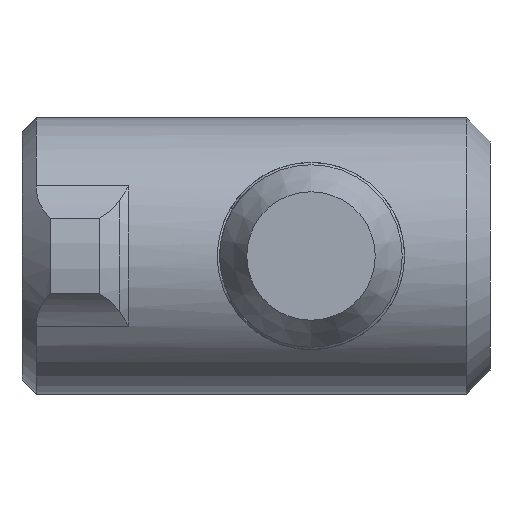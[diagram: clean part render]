
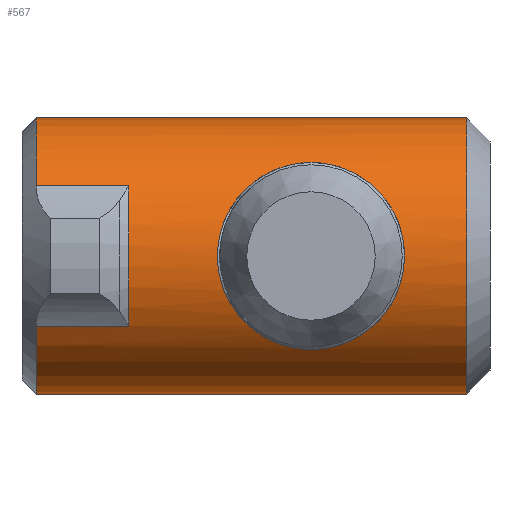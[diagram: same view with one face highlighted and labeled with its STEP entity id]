
A CAD part, front view. The second image highlights one B-rep face of the part: STEP entity #567.
In plain terms, the highlighted cylindrical face has radius 5.9 mm (diameter 11.8 mm), a full revolution.
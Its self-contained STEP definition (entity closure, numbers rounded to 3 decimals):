
#31=LINE('',#979,#51);
#33=LINE('',#996,#53);
#35=LINE('',#1009,#55);
#36=LINE('',#1012,#56);
#51=VECTOR('',#730,3.96);
#53=VECTOR('',#734,3.96);
#55=VECTOR('',#750,3.96);
#56=VECTOR('',#753,3.96);
#95=B_SPLINE_CURVE_WITH_KNOTS('',3,(#1014,#1015,#1016,#1017,#1018,#1019,
#1020,#1021,#1022,#1023,#1024,#1025,#1026,#1027,#1028,#1029,#1030,#1031,
#1032,#1033,#1034,#1035,#1036,#1037,#1038,#1039,#1040,#1041,#1042,#1043,
#1044,#1045,#1046,#1047),.UNSPECIFIED.,.T.,.F.,(4,2,2,2,2,2,2,2,2,2,2,2,
2,2,2,2,4),(0.,0.158,0.316,0.473,0.629,
0.785,0.942,1.1,1.258,1.416,
1.574,1.731,1.887,2.043,2.199,
2.358,2.516),.UNSPECIFIED.);
#96=B_SPLINE_CURVE_WITH_KNOTS('',3,(#1050,#1051,#1052,#1053,#1054,#1055,
#1056,#1057,#1058,#1059,#1060,#1061,#1062,#1063,#1064,#1065,#1066,#1067),
 .UNSPECIFIED.,.F.,.F.,(4,2,2,2,2,2,2,2,4),(0.629,0.785,
0.942,1.1,1.258,1.416,1.574,
1.731,1.887),.UNSPECIFIED.);
#97=B_SPLINE_CURVE_WITH_KNOTS('',3,(#1068,#1069,#1070,#1071,#1072,#1073,
#1074,#1075,#1076,#1077,#1078,#1079,#1080,#1081,#1082,#1083,#1084,#1085,
#1086),.UNSPECIFIED.,.F.,.F.,(4,2,2,2,3,2,2,2,4),(1.887,2.043,
2.199,2.358,2.516,2.674,2.832,
2.988,3.145),.UNSPECIFIED.);
#120=CYLINDRICAL_SURFACE('',#629,5.9);
#135=FACE_BOUND('',#215,.T.);
#136=FACE_BOUND('',#216,.T.);
#137=FACE_BOUND('',#217,.T.);
#166=FACE_OUTER_BOUND('',#214,.T.);
#214=EDGE_LOOP('',(#452,#453,#454,#455,#456,#457,#458,#459));
#215=EDGE_LOOP('',(#460));
#216=EDGE_LOOP('',(#461,#462));
#217=EDGE_LOOP('',(#463));
#255=CIRCLE('',#612,5.9);
#258=CIRCLE('',#617,5.9);
#262=CIRCLE('',#627,5.9);
#264=CIRCLE('',#630,5.9);
#265=CIRCLE('',#631,5.9);
#282=VERTEX_POINT('',#902);
#285=VERTEX_POINT('',#912);
#288=VERTEX_POINT('',#937);
#291=VERTEX_POINT('',#947);
#296=VERTEX_POINT('',#978);
#298=VERTEX_POINT('',#989);
#300=VERTEX_POINT('',#1002);
#302=VERTEX_POINT('',#1008);
#303=VERTEX_POINT('',#1010);
#304=VERTEX_POINT('',#1013);
#305=VERTEX_POINT('',#1048);
#306=VERTEX_POINT('',#1049);
#339=EDGE_CURVE('',#285,#282,#255,.T.);
#346=EDGE_CURVE('',#291,#288,#258,.T.);
#353=EDGE_CURVE('',#296,#288,#31,.T.);
#357=EDGE_CURVE('',#298,#285,#33,.T.);
#360=EDGE_CURVE('',#300,#300,#262,.T.);
#362=EDGE_CURVE('',#298,#296,#264,.T.);
#363=EDGE_CURVE('',#302,#291,#35,.T.);
#364=EDGE_CURVE('',#302,#303,#265,.T.);
#365=EDGE_CURVE('',#303,#282,#36,.T.);
#366=EDGE_CURVE('',#304,#304,#95,.T.);
#367=EDGE_CURVE('',#305,#306,#96,.T.);
#368=EDGE_CURVE('',#306,#305,#97,.T.);
#452=ORIENTED_EDGE('',*,*,#357,.F.);
#453=ORIENTED_EDGE('',*,*,#362,.T.);
#454=ORIENTED_EDGE('',*,*,#353,.T.);
#455=ORIENTED_EDGE('',*,*,#346,.F.);
#456=ORIENTED_EDGE('',*,*,#363,.F.);
#457=ORIENTED_EDGE('',*,*,#364,.T.);
#458=ORIENTED_EDGE('',*,*,#365,.T.);
#459=ORIENTED_EDGE('',*,*,#339,.F.);
#460=ORIENTED_EDGE('',*,*,#366,.T.);
#461=ORIENTED_EDGE('',*,*,#367,.T.);
#462=ORIENTED_EDGE('',*,*,#368,.T.);
#463=ORIENTED_EDGE('',*,*,#360,.F.);
#567=ADVANCED_FACE('',(#166,#135,#136,#137),#120,.T.);
#612=AXIS2_PLACEMENT_3D('',#919,#706,#707);
#617=AXIS2_PLACEMENT_3D('',#954,#716,#717);
#627=AXIS2_PLACEMENT_3D('',#1003,#742,#743);
#629=AXIS2_PLACEMENT_3D('',#1006,#746,#747);
#630=AXIS2_PLACEMENT_3D('',#1007,#748,#749);
#631=AXIS2_PLACEMENT_3D('',#1011,#751,#752);
#706=DIRECTION('center_axis',(0.,0.,1.));
#707=DIRECTION('ref_axis',(0.,1.,0.));
#716=DIRECTION('center_axis',(0.,0.,1.));
#717=DIRECTION('ref_axis',(0.,-1.,0.));
#730=DIRECTION('',(0.,0.,-1.));
#734=DIRECTION('',(0.,0.,-1.));
#742=DIRECTION('center_axis',(0.,0.,-1.));
#743=DIRECTION('ref_axis',(-1.,0.,0.));
#746=DIRECTION('center_axis',(0.,0.,1.));
#747=DIRECTION('ref_axis',(-1.,0.,0.));
#748=DIRECTION('center_axis',(0.,0.,-1.));
#749=DIRECTION('ref_axis',(-1.,0.,0.));
#750=DIRECTION('',(0.,0.,-1.));
#751=DIRECTION('center_axis',(0.,0.,-1.));
#752=DIRECTION('ref_axis',(-1.,0.,0.));
#753=DIRECTION('',(0.,0.,-1.));
#902=CARTESIAN_POINT('',(-3.,5.08,5.44));
#912=CARTESIAN_POINT('',(3.,5.08,5.44));
#919=CARTESIAN_POINT('Origin',(0.,0.,5.44));
#937=CARTESIAN_POINT('',(3.,-5.08,5.44));
#947=CARTESIAN_POINT('',(-3.,-5.08,5.44));
#954=CARTESIAN_POINT('Origin',(0.,0.,5.44));
#978=CARTESIAN_POINT('',(3.,-5.08,9.4));
#979=CARTESIAN_POINT('',(3.,-5.08,10.));
#989=CARTESIAN_POINT('',(3.,5.08,9.4));
#996=CARTESIAN_POINT('',(3.,5.08,10.));
#1002=CARTESIAN_POINT('',(5.9,0.,-9.));
#1003=CARTESIAN_POINT('Origin',(0.,0.,-9.));
#1006=CARTESIAN_POINT('Origin',(0.,0.,-10.));
#1007=CARTESIAN_POINT('Origin',(0.,0.,9.4));
#1008=CARTESIAN_POINT('',(-3.,-5.08,9.4));
#1009=CARTESIAN_POINT('',(-3.,-5.08,10.));
#1010=CARTESIAN_POINT('',(-3.,5.08,9.4));
#1011=CARTESIAN_POINT('Origin',(0.,0.,9.4));
#1012=CARTESIAN_POINT('',(-3.,5.08,10.));
#1013=CARTESIAN_POINT('',(4.,4.337,-2.35));
#1014=CARTESIAN_POINT('Ctrl Pts',(4.,4.337,-2.35));
#1015=CARTESIAN_POINT('Ctrl Pts',(4.,4.337,-1.823));
#1016=CARTESIAN_POINT('Ctrl Pts',(3.891,4.443,-1.282));
#1017=CARTESIAN_POINT('Ctrl Pts',(3.479,4.772,-0.307));
#1018=CARTESIAN_POINT('Ctrl Pts',(3.176,4.988,0.131));
#1019=CARTESIAN_POINT('Ctrl Pts',(2.485,5.366,0.822));
#1020=CARTESIAN_POINT('Ctrl Pts',(2.047,5.557,1.128));
#1021=CARTESIAN_POINT('Ctrl Pts',(1.065,5.825,1.542));
#1022=CARTESIAN_POINT('Ctrl Pts',(0.521,5.9,1.65));
#1023=CARTESIAN_POINT('Ctrl Pts',(-0.521,5.9,1.65));
#1024=CARTESIAN_POINT('Ctrl Pts',(-1.065,5.825,1.542));
#1025=CARTESIAN_POINT('Ctrl Pts',(-2.047,5.557,1.128));
#1026=CARTESIAN_POINT('Ctrl Pts',(-2.485,5.366,0.822));
#1027=CARTESIAN_POINT('Ctrl Pts',(-3.176,4.988,0.131));
#1028=CARTESIAN_POINT('Ctrl Pts',(-3.479,4.772,-0.307));
#1029=CARTESIAN_POINT('Ctrl Pts',(-3.891,4.443,-1.282));
#1030=CARTESIAN_POINT('Ctrl Pts',(-4.,4.337,-1.823));
#1031=CARTESIAN_POINT('Ctrl Pts',(-4.,4.337,-2.877));
#1032=CARTESIAN_POINT('Ctrl Pts',(-3.891,4.443,-3.418));
#1033=CARTESIAN_POINT('Ctrl Pts',(-3.479,4.772,-4.393));
#1034=CARTESIAN_POINT('Ctrl Pts',(-3.176,4.988,-4.831));
#1035=CARTESIAN_POINT('Ctrl Pts',(-2.485,5.366,-5.522));
#1036=CARTESIAN_POINT('Ctrl Pts',(-2.047,5.557,-5.828));
#1037=CARTESIAN_POINT('Ctrl Pts',(-1.065,5.825,-6.242));
#1038=CARTESIAN_POINT('Ctrl Pts',(-0.521,5.9,-6.35));
#1039=CARTESIAN_POINT('Ctrl Pts',(0.521,5.9,-6.35));
#1040=CARTESIAN_POINT('Ctrl Pts',(1.065,5.825,-6.242));
#1041=CARTESIAN_POINT('Ctrl Pts',(2.047,5.557,-5.828));
#1042=CARTESIAN_POINT('Ctrl Pts',(2.485,5.366,-5.522));
#1043=CARTESIAN_POINT('Ctrl Pts',(3.176,4.988,-4.831));
#1044=CARTESIAN_POINT('Ctrl Pts',(3.479,4.772,-4.393));
#1045=CARTESIAN_POINT('Ctrl Pts',(3.891,4.443,-3.418));
#1046=CARTESIAN_POINT('Ctrl Pts',(4.,4.337,-2.877));
#1047=CARTESIAN_POINT('Ctrl Pts',(4.,4.337,-2.35));
#1048=CARTESIAN_POINT('',(0.,-5.9,-6.35));
#1049=CARTESIAN_POINT('',(0.,-5.9,1.65));
#1050=CARTESIAN_POINT('Ctrl Pts',(0.,-5.9,-6.35));
#1051=CARTESIAN_POINT('Ctrl Pts',(-0.521,-5.9,-6.35));
#1052=CARTESIAN_POINT('Ctrl Pts',(-1.065,-5.825,-6.242));
#1053=CARTESIAN_POINT('Ctrl Pts',(-2.047,-5.557,-5.828));
#1054=CARTESIAN_POINT('Ctrl Pts',(-2.485,-5.366,-5.522));
#1055=CARTESIAN_POINT('Ctrl Pts',(-3.176,-4.988,-4.831));
#1056=CARTESIAN_POINT('Ctrl Pts',(-3.479,-4.772,-4.393));
#1057=CARTESIAN_POINT('Ctrl Pts',(-3.891,-4.443,-3.418));
#1058=CARTESIAN_POINT('Ctrl Pts',(-4.,-4.337,-2.877));
#1059=CARTESIAN_POINT('Ctrl Pts',(-4.,-4.337,-1.823));
#1060=CARTESIAN_POINT('Ctrl Pts',(-3.891,-4.443,-1.282));
#1061=CARTESIAN_POINT('Ctrl Pts',(-3.479,-4.772,-0.307));
#1062=CARTESIAN_POINT('Ctrl Pts',(-3.176,-4.988,0.131));
#1063=CARTESIAN_POINT('Ctrl Pts',(-2.485,-5.366,0.822));
#1064=CARTESIAN_POINT('Ctrl Pts',(-2.047,-5.557,1.128));
#1065=CARTESIAN_POINT('Ctrl Pts',(-1.065,-5.825,1.542));
#1066=CARTESIAN_POINT('Ctrl Pts',(-0.521,-5.9,1.65));
#1067=CARTESIAN_POINT('Ctrl Pts',(0.,-5.9,1.65));
#1068=CARTESIAN_POINT('Ctrl Pts',(0.,-5.9,1.65));
#1069=CARTESIAN_POINT('Ctrl Pts',(0.521,-5.9,1.65));
#1070=CARTESIAN_POINT('Ctrl Pts',(1.065,-5.825,1.542));
#1071=CARTESIAN_POINT('Ctrl Pts',(2.047,-5.557,1.128));
#1072=CARTESIAN_POINT('Ctrl Pts',(2.485,-5.366,0.822));
#1073=CARTESIAN_POINT('Ctrl Pts',(3.176,-4.988,0.131));
#1074=CARTESIAN_POINT('Ctrl Pts',(3.479,-4.772,-0.307));
#1075=CARTESIAN_POINT('Ctrl Pts',(3.891,-4.443,-1.282));
#1076=CARTESIAN_POINT('Ctrl Pts',(4.,-4.337,-1.823));
#1077=CARTESIAN_POINT('Ctrl Pts',(4.,-4.337,-2.35));
#1078=CARTESIAN_POINT('Ctrl Pts',(4.,-4.337,-2.877));
#1079=CARTESIAN_POINT('Ctrl Pts',(3.891,-4.443,-3.418));
#1080=CARTESIAN_POINT('Ctrl Pts',(3.479,-4.772,-4.393));
#1081=CARTESIAN_POINT('Ctrl Pts',(3.176,-4.988,-4.831));
#1082=CARTESIAN_POINT('Ctrl Pts',(2.485,-5.366,-5.522));
#1083=CARTESIAN_POINT('Ctrl Pts',(2.047,-5.557,-5.828));
#1084=CARTESIAN_POINT('Ctrl Pts',(1.065,-5.825,-6.242));
#1085=CARTESIAN_POINT('Ctrl Pts',(0.521,-5.9,-6.35));
#1086=CARTESIAN_POINT('Ctrl Pts',(0.,-5.9,-6.35));
